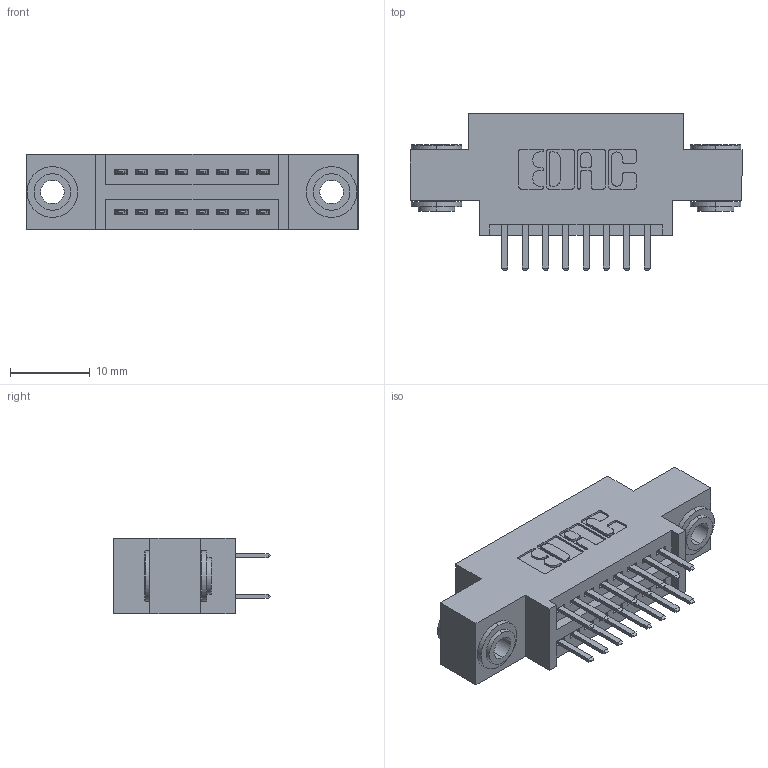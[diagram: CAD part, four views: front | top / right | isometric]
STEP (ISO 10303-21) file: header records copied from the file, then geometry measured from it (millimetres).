
FILE_DESCRIPTION (( 'STEP AP203' ), '1' );
FILE_NAME ('395-016-520-803.STEP', '2019-10-15T17:26:26', ( '' ), ( '' ), 'SwSTEP 2.0', 'SolidWorks 2016', '' );
FILE_SCHEMA (( 'CONFIG_CONTROL_DESIGN' ));
Length unit declared in the file: inch
Products named in the file (4): 345-292-001_345-293-120; 345 Part_0.170 Offset - 0.156 Dia-TH; 345-250-002_345-250-002-102; 395-016-520-803
Assembly tree (19 placements, depth 2):
  395-016-520-803
    345 Part_0.170 Offset - 0.156 Dia-TH
    345-292-001_345-293-120  x16
    345-250-002_345-250-002-102  x2
Bounding box: 41.53 x 19.68 x 9.4 mm (x, y, z)
Volume: 3617.5 mm3; surface area: 5022.2 mm2
Topology: 19 solids, 19 shells, 1032 faces, 2941 edges, 1914 vertices
Faces by surface type: plane 654, cylinder 370, cone 8
Entity records: 11750 total; most frequent: CARTESIAN_POINT 1991, ORIENTED_EDGE 1906, DIRECTION 1815, EDGE_CURVE 953, VECTOR 761, LINE 761, VERTEX_POINT 630, AXIS2_PLACEMENT_3D 527
